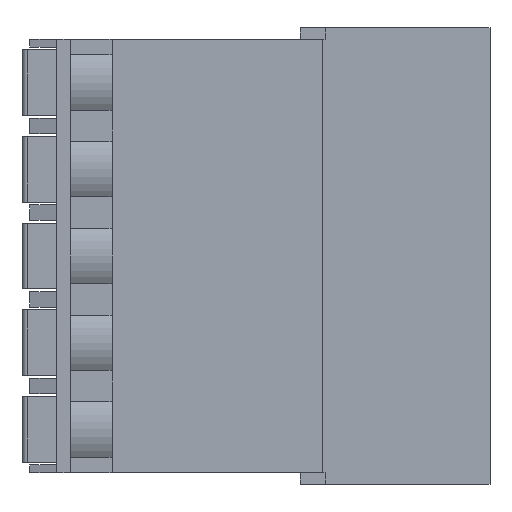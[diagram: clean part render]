
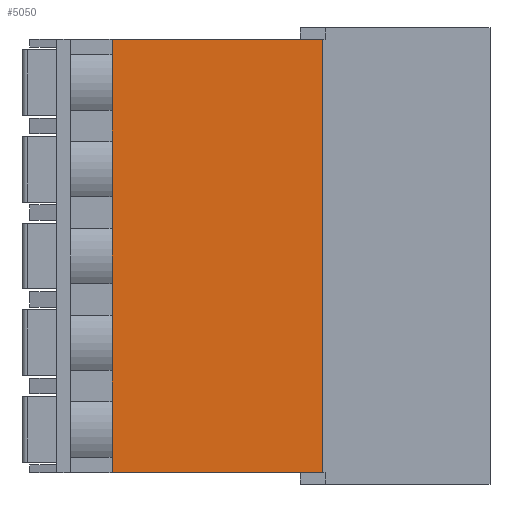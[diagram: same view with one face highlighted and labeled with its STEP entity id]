
A CAD part, left-side view. The second image highlights one B-rep face of the part: STEP entity #5050.
In plain terms, the highlighted planar face has unit normal (-1, 0, 0).
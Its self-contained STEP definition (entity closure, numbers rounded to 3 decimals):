
#139=DIRECTION('',(0.,-1.,0.));
#140=VECTOR('',#139,12.15);
#141=CARTESIAN_POINT('',(-4.009,8.128,-22.5));
#142=LINE('',#141,#140);
#376=DIRECTION('',(0.,-1.,0.));
#377=VECTOR('',#376,12.15);
#378=CARTESIAN_POINT('',(-4.009,8.128,2.5));
#379=LINE('',#378,#377);
#481=DIRECTION('',(0.,0.,1.));
#482=VECTOR('',#481,25.);
#483=CARTESIAN_POINT('',(-4.009,-4.022,-22.5));
#484=LINE('',#483,#482);
#497=DIRECTION('',(0.,0.,1.));
#498=VECTOR('',#497,2.5);
#499=CARTESIAN_POINT('',(-4.009,8.128,-22.5));
#500=LINE('',#499,#498);
#501=DIRECTION('',(0.,0.,-1.));
#502=VECTOR('',#501,2.5);
#503=CARTESIAN_POINT('',(-4.009,8.128,2.5));
#504=LINE('',#503,#502);
#528=DIRECTION('',(0.,0.,-1.));
#529=VECTOR('',#528,5.);
#530=CARTESIAN_POINT('',(-4.009,8.128,-15.));
#531=LINE('',#530,#529);
#572=DIRECTION('',(0.,0.,-1.));
#573=VECTOR('',#572,5.);
#574=CARTESIAN_POINT('',(-4.009,8.128,-10.));
#575=LINE('',#574,#573);
#616=DIRECTION('',(0.,0.,-1.));
#617=VECTOR('',#616,5.);
#618=CARTESIAN_POINT('',(-4.009,8.128,-5.));
#619=LINE('',#618,#617);
#660=DIRECTION('',(0.,0.,-1.));
#661=VECTOR('',#660,5.);
#662=CARTESIAN_POINT('',(-4.009,8.128,0.));
#663=LINE('',#662,#661);
#3515=CARTESIAN_POINT('',(-4.009,-4.022,-22.5));
#3517=VERTEX_POINT('',#3515);
#3535=CARTESIAN_POINT('',(-4.009,-4.022,2.5));
#3537=VERTEX_POINT('',#3535);
#3695=CARTESIAN_POINT('',(-4.009,8.128,2.5));
#3697=VERTEX_POINT('',#3695);
#3705=CARTESIAN_POINT('',(-4.009,8.128,0.));
#3706=VERTEX_POINT('',#3705);
#3897=CARTESIAN_POINT('',(-4.009,8.128,-5.));
#3898=VERTEX_POINT('',#3897);
#4075=CARTESIAN_POINT('',(-4.009,8.128,-10.));
#4076=VERTEX_POINT('',#4075);
#4207=CARTESIAN_POINT('',(-4.009,8.128,-15.));
#4208=VERTEX_POINT('',#4207);
#4341=CARTESIAN_POINT('',(-4.009,8.128,-20.));
#4342=VERTEX_POINT('',#4341);
#4498=CARTESIAN_POINT('',(-4.009,8.128,-22.5));
#4499=VERTEX_POINT('',#4498);
#5028=CARTESIAN_POINT('',(-4.009,11.328,-22.5));
#5029=DIRECTION('',(-1.,0.,0.));
#5030=DIRECTION('',(0.,-1.,0.));
#5031=AXIS2_PLACEMENT_3D('',#5028,#5029,#5030);
#5032=PLANE('',#5031);
#5034=ORIENTED_EDGE('',*,*,#5033,.T.);
#5036=ORIENTED_EDGE('',*,*,#5035,.F.);
#5038=ORIENTED_EDGE('',*,*,#5037,.F.);
#5040=ORIENTED_EDGE('',*,*,#5039,.F.);
#5042=ORIENTED_EDGE('',*,*,#5041,.F.);
#5044=ORIENTED_EDGE('',*,*,#5043,.F.);
#5045=ORIENTED_EDGE('',*,*,#4901,.T.);
#5046=ORIENTED_EDGE('',*,*,#4997,.F.);
#5047=ORIENTED_EDGE('',*,*,#4581,.F.);
#5048=EDGE_LOOP('',(#5034,#5036,#5038,#5040,#5042,#5044,#5045,#5046,#5047));
#5049=FACE_OUTER_BOUND('',#5048,.F.);
#4581=EDGE_CURVE('',#4499,#3517,#142,.T.);
#4901=EDGE_CURVE('',#3697,#3537,#379,.T.);
#4997=EDGE_CURVE('',#3517,#3537,#484,.T.);
#5033=EDGE_CURVE('',#4499,#4342,#500,.T.);
#5035=EDGE_CURVE('',#4208,#4342,#531,.T.);
#5037=EDGE_CURVE('',#4076,#4208,#575,.T.);
#5039=EDGE_CURVE('',#3898,#4076,#619,.T.);
#5041=EDGE_CURVE('',#3706,#3898,#663,.T.);
#5043=EDGE_CURVE('',#3697,#3706,#504,.T.);
#5050=ADVANCED_FACE('',(#5049),#5032,.T.);
